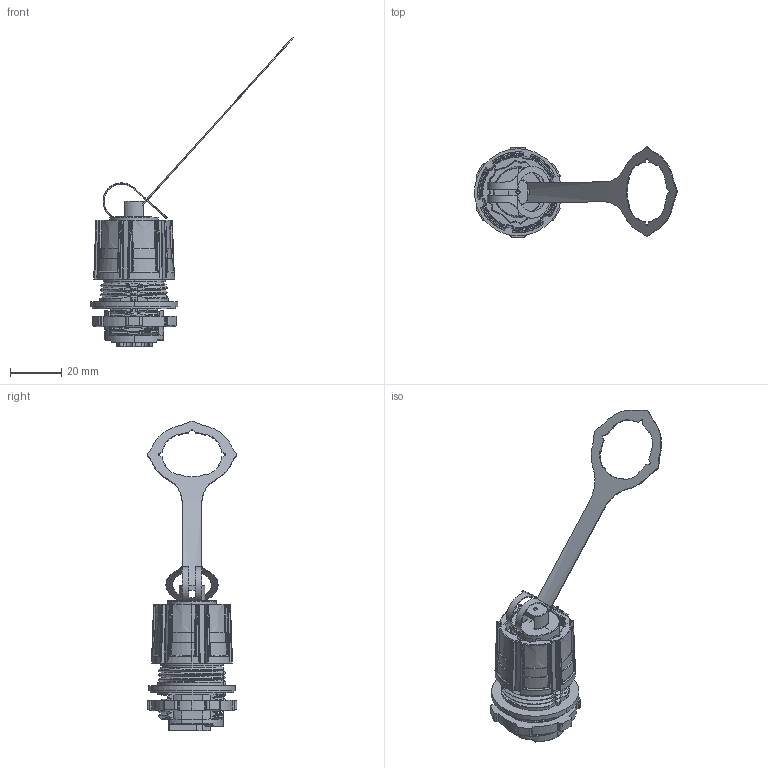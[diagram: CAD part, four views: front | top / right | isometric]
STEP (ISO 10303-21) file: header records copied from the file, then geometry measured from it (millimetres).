
FILE_DESCRIPTION (( 'STEP AP214' ), '1' );
FILE_NAME ('FOA-LCHBP-D_3D.step', '2023-08-18T21:22:42', ( '' ), ( '' ), 'SwSTEP 2.0', 'SolidWorks 2022', '' );
FILE_SCHEMA (( 'AUTOMOTIVE_DESIGN' ));
Length unit declared in the file: inch
Products named in the file (1): FOA-LCHBP-D_3D
Bounding box: 79.19 x 35.1 x 120.86 mm (x, y, z)
Surface area: 16592.8 mm2 (no closed solid volume)
Topology: 0 solids, 14 shells, 779 faces, 2424 edges, 1622 vertices
Faces by surface type: bspline 243, plane 242, cylinder 198, cone 74, torus 20, sphere 2
Entity records: 41181 total; most frequent: CARTESIAN_POINT 22628, ORIENTED_EDGE 4333, DIRECTION 2934, EDGE_CURVE 2412, VERTEX_POINT 1622, AXIS2_PLACEMENT_3D 984, LINE 966, VECTOR 966
